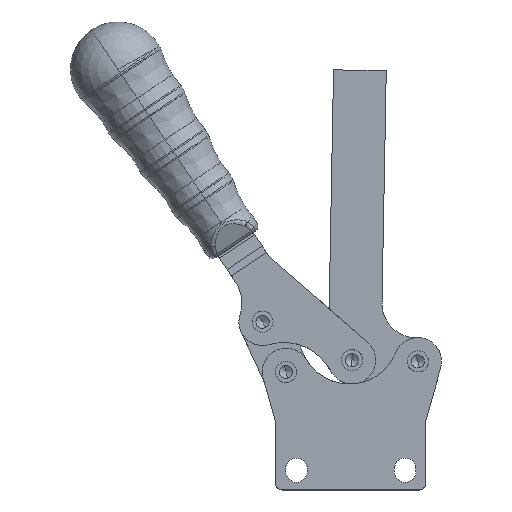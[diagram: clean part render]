
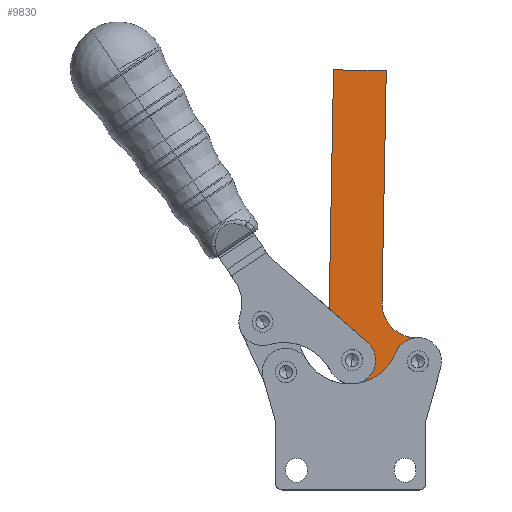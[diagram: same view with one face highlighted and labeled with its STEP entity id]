
A CAD part, top view. The second image highlights one B-rep face of the part: STEP entity #9830.
In plain terms, the highlighted planar face has unit normal (0, 0, 1).
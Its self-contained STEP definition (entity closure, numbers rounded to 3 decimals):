
#9265=CARTESIAN_POINT('',(22.74,36.221,-34.473));
#9266=VERTEX_POINT('',#9265);
#9273=CARTESIAN_POINT('',(27.757,51.96,-34.473));
#9274=VERTEX_POINT('',#9273);
#9275=CARTESIAN_POINT('',(21.843,45.176,-34.473));
#9276=DIRECTION('',(0.,0.,-1.0));
#9277=DIRECTION('',(0.657,0.754,0.));
#9278=AXIS2_PLACEMENT_3D('',#9275,#9276,#9277);
#9279=CIRCLE('',#9278,9.0);
#9280=EDGE_CURVE('',#9274,#9266,#9279,.T.);
#9561=CARTESIAN_POINT('',(13.199,64.651,-34.473));
#9562=VERTEX_POINT('',#9561);
#9692=CARTESIAN_POINT('',(13.199,64.651,-34.473));
#9693=DIRECTION('',(0.754,-0.657,0.0));
#9694=VECTOR('',#9693,19.313);
#9695=LINE('',#9692,#9694);
#9696=EDGE_CURVE('',#9562,#9274,#9695,.T.);
#9764=CARTESIAN_POINT('',(33.409,75.877,-34.473));
#9765=DIRECTION('',(0.0,0.0,1.0));
#9766=DIRECTION('',(1.,-0.018,0.0));
#9767=AXIS2_PLACEMENT_3D('',#9764,#9765,#9766);
#9768=PLANE('',#9767);
#9769=ORIENTED_EDGE('',*,*,#9696,.T.);
#9770=ORIENTED_EDGE('',*,*,#9280,.T.);
#9771=CARTESIAN_POINT('',(38.483,48.062,-34.473));
#9772=VERTEX_POINT('',#9771);
#9773=CARTESIAN_POINT('',(20.845,55.126,-34.473));
#9774=DIRECTION('',(0.0,0.0,1.));
#9775=DIRECTION('',(-0.857,-0.515,0.0));
#9776=AXIS2_PLACEMENT_3D('',#9773,#9774,#9775);
#9777=CIRCLE('',#9776,19.);
#9778=EDGE_CURVE('',#9266,#9772,#9777,.T.);
#9779=ORIENTED_EDGE('',*,*,#9778,.T.);
#9780=CARTESIAN_POINT('',(47.004,53.715,-34.473));
#9781=VERTEX_POINT('',#9780);
#9782=CARTESIAN_POINT('',(46.838,44.716,-34.473));
#9783=DIRECTION('',(0.0,0.0,-1.));
#9784=DIRECTION('',(-0.963,0.269,0.0));
#9785=AXIS2_PLACEMENT_3D('',#9782,#9783,#9784);
#9786=CIRCLE('',#9785,9.);
#9787=EDGE_CURVE('',#9772,#9781,#9786,.T.);
#9788=ORIENTED_EDGE('',*,*,#9787,.T.);
#9789=CARTESIAN_POINT('',(46.004,53.733,-34.473));
#9790=VERTEX_POINT('',#9789);
#9791=CARTESIAN_POINT('',(46.004,53.733,-34.473));
#9792=DIRECTION('',(1.,-0.018,0.0));
#9793=VECTOR('',#9792,1.);
#9794=LINE('',#9791,#9793);
#9795=EDGE_CURVE('',#9790,#9781,#9794,.T.);
#9796=ORIENTED_EDGE('',*,*,#9795,.F.);
#9797=CARTESIAN_POINT('',(33.246,66.97,-34.473));
#9798=VERTEX_POINT('',#9797);
#9799=CARTESIAN_POINT('',(46.243,66.731,-34.473));
#9800=DIRECTION('',(0.,0.,1.));
#9801=DIRECTION('',(-1.,0.018,0.));
#9802=AXIS2_PLACEMENT_3D('',#9799,#9800,#9801);
#9803=CIRCLE('',#9802,13.);
#9804=EDGE_CURVE('',#9798,#9790,#9803,.T.);
#9805=ORIENTED_EDGE('',*,*,#9804,.F.);
#9806=CARTESIAN_POINT('',(34.865,154.955,-34.473));
#9807=VERTEX_POINT('',#9806);
#9808=CARTESIAN_POINT('',(34.865,154.955,-34.473));
#9809=DIRECTION('',(-0.018,-1.,0.));
#9810=VECTOR('',#9809,88.);
#9811=LINE('',#9808,#9810);
#9812=EDGE_CURVE('',#9807,#9798,#9811,.T.);
#9813=ORIENTED_EDGE('',*,*,#9812,.F.);
#9814=CARTESIAN_POINT('',(14.868,155.323,-34.473));
#9815=VERTEX_POINT('',#9814);
#9816=CARTESIAN_POINT('',(34.865,154.955,-34.473));
#9817=DIRECTION('',(-1.,0.018,0.0));
#9818=VECTOR('',#9817,20.0);
#9819=LINE('',#9816,#9818);
#9820=EDGE_CURVE('',#9807,#9815,#9819,.T.);
#9821=ORIENTED_EDGE('',*,*,#9820,.T.);
#9822=CARTESIAN_POINT('',(14.868,155.323,-34.473));
#9823=DIRECTION('',(-0.018,-1.,0.));
#9824=VECTOR('',#9823,90.687);
#9825=LINE('',#9822,#9824);
#9826=EDGE_CURVE('',#9815,#9562,#9825,.T.);
#9827=ORIENTED_EDGE('',*,*,#9826,.T.);
#9828=EDGE_LOOP('',(#9769,#9770,#9779,#9788,#9796,#9805,#9813,#9821,#9827));
#9829=FACE_OUTER_BOUND('',#9828,.T.);
#9830=ADVANCED_FACE('',(#9829),#9768,.T.);
